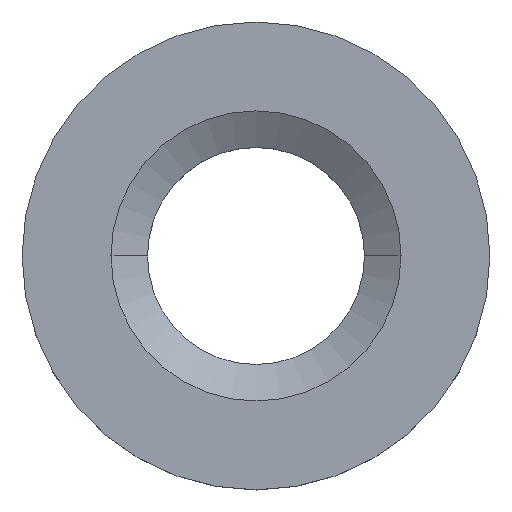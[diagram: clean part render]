
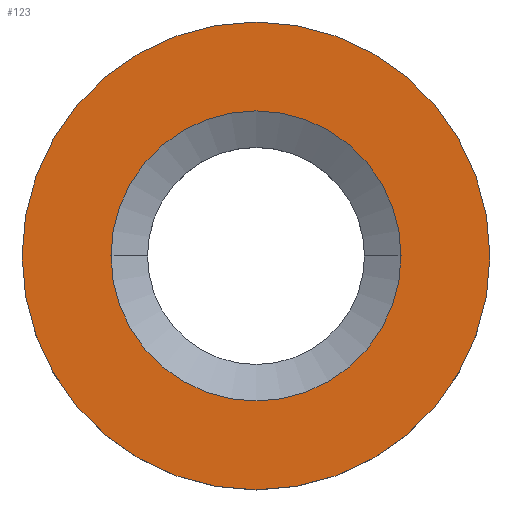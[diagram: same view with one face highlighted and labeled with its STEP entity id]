
A CAD part, top view. The second image highlights one B-rep face of the part: STEP entity #123.
In plain terms, the highlighted planar face has unit normal (0, 0, 1).
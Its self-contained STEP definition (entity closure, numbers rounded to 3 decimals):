
#67=VERTEX_POINT('',#154);
#75=EDGE_CURVE('',#85,#97,#162,.T.);
#77=EDGE_CURVE('',#67,#121,#164,.T.);
#85=VERTEX_POINT('',#174);
#97=VERTEX_POINT('',#187);
#99=EDGE_CURVE('',#97,#85,#189,.T.);
#107=EDGE_CURVE('',#121,#67,#198,.T.);
#121=VERTEX_POINT('',#214);
#123=ADVANCED_FACE('',(#216,#217),#218,.T.);
#154=CARTESIAN_POINT('',(-15.5,0.,8.));
#162=CIRCLE('',#253,25.0);
#164=CIRCLE('',#256,15.5);
#174=CARTESIAN_POINT('',(25.,0.,8.));
#187=CARTESIAN_POINT('',(-25.,0.,8.));
#189=CIRCLE('',#289,25.0);
#198=CIRCLE('',#301,15.5);
#214=CARTESIAN_POINT('',(15.5,0.,8.));
#216=FACE_OUTER_BOUND('',#323,.T.);
#217=FACE_BOUND('',#324,.T.);
#218=PLANE('',#325);
#253=AXIS2_PLACEMENT_3D('',#351,#352,#353);
#256=AXIS2_PLACEMENT_3D('',#354,#355,#356);
#289=AXIS2_PLACEMENT_3D('',#384,#385,#386);
#301=AXIS2_PLACEMENT_3D('',#396,#397,#398);
#323=EDGE_LOOP('',(#418,#419));
#324=EDGE_LOOP('',(#420,#421));
#325=AXIS2_PLACEMENT_3D('',#422,#423,#424);
#351=CARTESIAN_POINT('',(0.,0.,8.));
#352=DIRECTION('',(-0.0,0.0,-1.0));
#353=DIRECTION('',(-1.0,0.,0.0));
#354=CARTESIAN_POINT('',(0.,0.,8.));
#355=DIRECTION('',(-0.0,0.0,-1.0));
#356=DIRECTION('',(-1.0,0.,0.0));
#384=CARTESIAN_POINT('',(0.,0.,8.));
#385=DIRECTION('',(-0.0,0.0,-1.0));
#386=DIRECTION('',(-1.0,0.,0.0));
#396=CARTESIAN_POINT('',(0.,0.,8.));
#397=DIRECTION('',(-0.0,0.0,-1.0));
#398=DIRECTION('',(-1.0,0.,0.0));
#418=ORIENTED_EDGE('',*,*,#99,.F.);
#419=ORIENTED_EDGE('',*,*,#75,.F.);
#420=ORIENTED_EDGE('',*,*,#77,.T.);
#421=ORIENTED_EDGE('',*,*,#107,.T.);
#422=CARTESIAN_POINT('',(-20.25,0.,8.));
#423=DIRECTION('',(0.0,0.0,1.0));
#424=DIRECTION('',(-1.0,0.,0.0));
